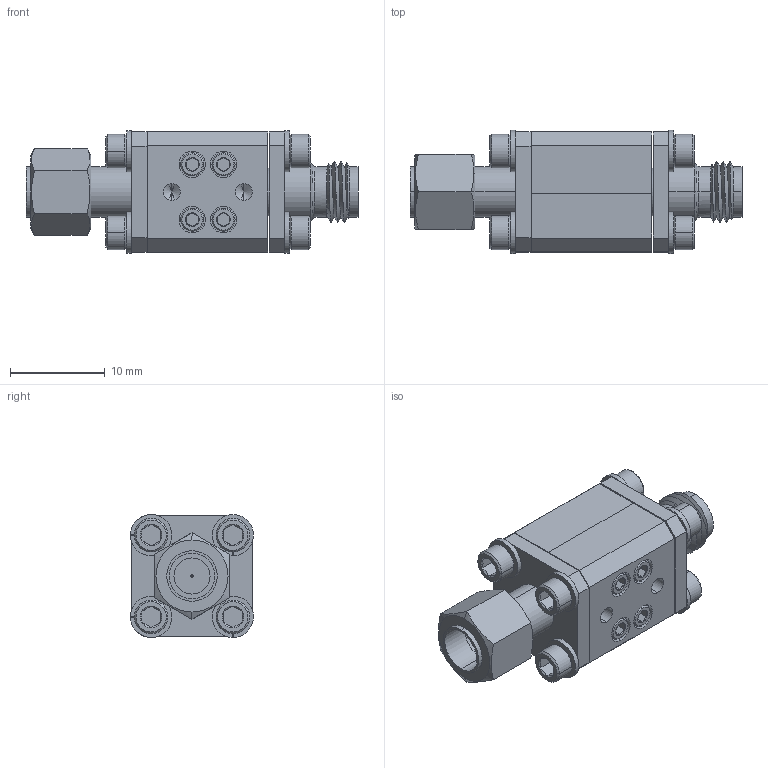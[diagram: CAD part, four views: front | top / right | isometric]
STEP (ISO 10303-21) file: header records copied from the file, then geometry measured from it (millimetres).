
FILE_DESCRIPTION (( 'STEP AP203' ), '1' );
FILE_NAME ('DMCF-10-101-2, DF.STEP', '2019-10-22T16:21:56', ( '' ), ( '' ), 'SwSTEP 2.0', 'SolidWorks 2016', '' );
FILE_SCHEMA (( 'CONFIG_CONTROL_DESIGN' ));
Length unit declared in the file: inch
Products named in the file (1): DMCF-10-101-2, DF
Bounding box: 35.1 x 13 x 13 mm (x, y, z)
Volume: 2954.2 mm3; surface area: 4019.3 mm2
Topology: 24 solids, 24 shells, 599 faces, 1275 edges, 744 vertices
Faces by surface type: plane 229, cone 190, cylinder 176, torus 2, bspline 2
Entity records: 17030 total; most frequent: CARTESIAN_POINT 4180, DIRECTION 2788, ORIENTED_EDGE 2462, EDGE_CURVE 1231, AXIS2_PLACEMENT_3D 1082, VERTEX_POINT 744, EDGE_LOOP 687, VECTOR 624
